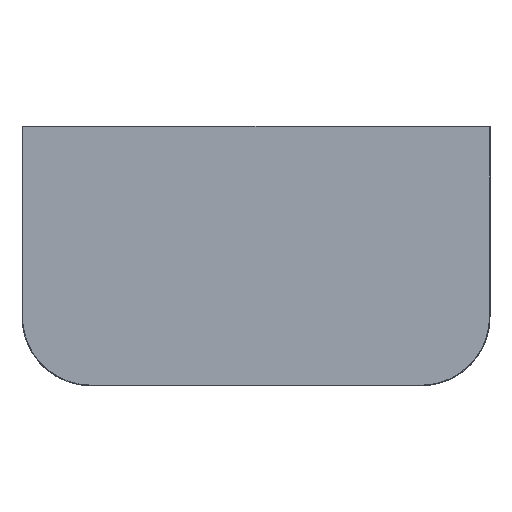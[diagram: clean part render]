
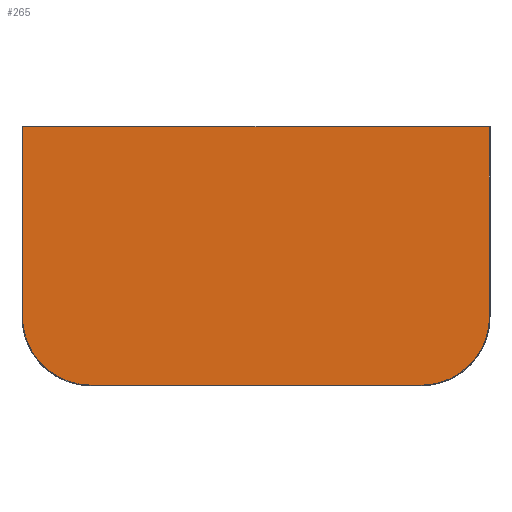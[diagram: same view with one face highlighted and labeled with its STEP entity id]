
A CAD part, top view. The second image highlights one B-rep face of the part: STEP entity #265.
In plain terms, the highlighted face is planar.
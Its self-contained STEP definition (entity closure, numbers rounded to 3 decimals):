
#265=ADVANCED_FACE('',(#668),#7016,.T.);
#668=FACE_OUTER_BOUND('',#1071,.T.);
#1071=EDGE_LOOP('',(#1502,#1503,#1504,#1505,#1506,#1507));
#1502=ORIENTED_EDGE('',*,*,#3778,.F.);
#1503=ORIENTED_EDGE('',*,*,#3760,.F.);
#1504=ORIENTED_EDGE('',*,*,#3761,.F.);
#1505=ORIENTED_EDGE('',*,*,#3762,.F.);
#1506=ORIENTED_EDGE('',*,*,#3782,.F.);
#1507=ORIENTED_EDGE('',*,*,#3759,.F.);
#3759=EDGE_CURVE('',#6024,#6025,#5404,.T.);
#3760=EDGE_CURVE('',#6027,#6026,#5405,.T.);
#3761=EDGE_CURVE('',#6028,#6027,#5406,.T.);
#3762=EDGE_CURVE('',#6029,#6028,#5407,.T.);
#3778=EDGE_CURVE('',#6026,#6024,#4874,.T.);
#3782=EDGE_CURVE('',#6025,#6029,#4878,.T.);
#4874=(
BOUNDED_CURVE()
B_SPLINE_CURVE(2,(#8822,#8823,#8824),.UNSPECIFIED.,.F.,.F.)
B_SPLINE_CURVE_WITH_KNOTS((3,3),(0.,207.345),.UNSPECIFIED.)
CURVE()
GEOMETRIC_REPRESENTATION_ITEM()
RATIONAL_B_SPLINE_CURVE((1.,0.707,1.))
REPRESENTATION_ITEM('')
);
#4878=(
BOUNDED_CURVE()
B_SPLINE_CURVE(2,(#8834,#8835,#8836),.UNSPECIFIED.,.F.,.F.)
B_SPLINE_CURVE_WITH_KNOTS((3,3),(0.,207.345),.UNSPECIFIED.)
CURVE()
GEOMETRIC_REPRESENTATION_ITEM()
RATIONAL_B_SPLINE_CURVE((1.,0.707,1.))
REPRESENTATION_ITEM('')
);
#5404=B_SPLINE_CURVE_WITH_KNOTS('',1,(#8779,#8780),.UNSPECIFIED.,.F.,.F.,
(2,2),(-636.,0.),.UNSPECIFIED.);
#5405=B_SPLINE_CURVE_WITH_KNOTS('',1,(#8781,#8782),.UNSPECIFIED.,.F.,.F.,
(2,2),(-366.,0.),.UNSPECIFIED.);
#5406=B_SPLINE_CURVE_WITH_KNOTS('',1,(#8783,#8784),.UNSPECIFIED.,.F.,.F.,
(2,2),(-900.,0.),.UNSPECIFIED.);
#5407=B_SPLINE_CURVE_WITH_KNOTS('',1,(#8785,#8786),.UNSPECIFIED.,.F.,.F.,
(2,2),(-366.,0.),.UNSPECIFIED.);
#6024=VERTEX_POINT('',#8709);
#6025=VERTEX_POINT('',#8710);
#6026=VERTEX_POINT('',#8711);
#6027=VERTEX_POINT('',#8712);
#6028=VERTEX_POINT('',#8713);
#6029=VERTEX_POINT('',#8714);
#7016=PLANE('',#7382);
#7382=AXIS2_PLACEMENT_3D('',#8252,#7809,$);
#7809=DIRECTION('',(0.,1.,0.));
#8252=CARTESIAN_POINT('',(-540.,90.,298.8));
#8709=CARTESIAN_POINT('',(318.,90.,249.));
#8710=CARTESIAN_POINT('',(-318.,90.,249.));
#8711=CARTESIAN_POINT('',(450.,90.,117.));
#8712=CARTESIAN_POINT('',(450.,90.,-249.));
#8713=CARTESIAN_POINT('',(-450.,90.,-249.));
#8714=CARTESIAN_POINT('',(-450.,90.,117.));
#8779=CARTESIAN_POINT('',(318.,90.,249.));
#8780=CARTESIAN_POINT('',(-318.,90.,249.));
#8781=CARTESIAN_POINT('',(450.,90.,-249.));
#8782=CARTESIAN_POINT('',(450.,90.,117.));
#8783=CARTESIAN_POINT('',(-450.,90.,-249.));
#8784=CARTESIAN_POINT('',(450.,90.,-249.));
#8785=CARTESIAN_POINT('',(-450.,90.,117.));
#8786=CARTESIAN_POINT('',(-450.,90.,-249.));
#8822=CARTESIAN_POINT('',(450.,90.,117.));
#8823=CARTESIAN_POINT('',(450.,90.,249.));
#8824=CARTESIAN_POINT('',(318.,90.,249.));
#8834=CARTESIAN_POINT('',(-318.,90.,249.));
#8835=CARTESIAN_POINT('',(-450.,90.,249.));
#8836=CARTESIAN_POINT('',(-450.,90.,117.));
